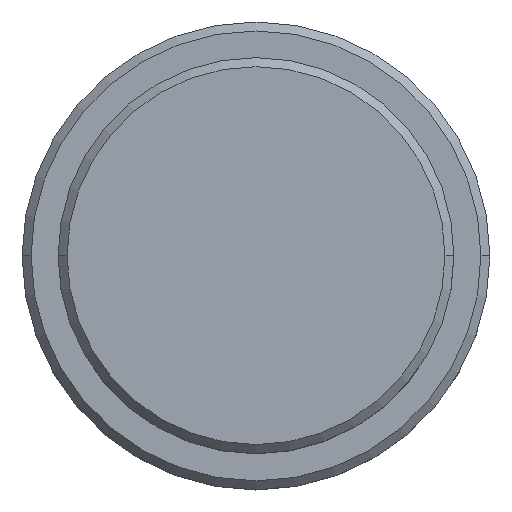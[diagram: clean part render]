
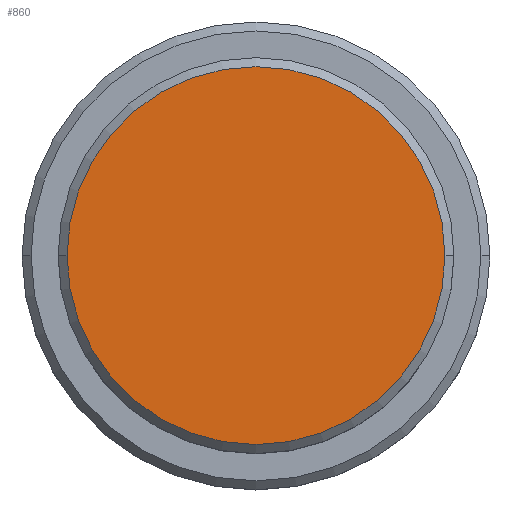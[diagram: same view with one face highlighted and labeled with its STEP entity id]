
A CAD part, top view. The second image highlights one B-rep face of the part: STEP entity #860.
In plain terms, the highlighted planar face has unit normal (0, 0, 1).
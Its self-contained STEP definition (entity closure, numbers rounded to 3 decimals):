
#22 = VERTEX_POINT ( 'NONE', #997 ) ;
#101 = EDGE_LOOP ( 'NONE', ( #1312, #845 ) ) ;
#155 = VERTEX_POINT ( 'NONE', #881 ) ;
#164 = DIRECTION ( 'NONE',  ( 1., 0., 0. ) ) ;
#178 = CARTESIAN_POINT ( 'NONE',  ( 0., 0., 0. ) ) ;
#211 = CIRCLE ( 'NONE', #1042, 10.5 ) ;
#294 = DIRECTION ( 'NONE',  ( 1., 0., 0. ) ) ;
#380 = DIRECTION ( 'NONE',  ( 0., 0., 1. ) ) ;
#498 = EDGE_CURVE ( 'NONE', #155, #22, #211, .T. ) ;
#516 = DIRECTION ( 'NONE',  ( 0., 0., 1. ) ) ;
#681 = AXIS2_PLACEMENT_3D ( 'NONE', #1167, #1263, #164 ) ;
#811 = EDGE_CURVE ( 'NONE', #22, #155, #1387, .T. ) ;
#845 = ORIENTED_EDGE ( 'NONE', *, *, #811, .T. ) ;
#860 = ADVANCED_FACE ( 'NONE', ( #1277 ), #1149, .T. ) ;
#881 = CARTESIAN_POINT ( 'NONE',  ( -10.5, 0., 0. ) ) ;
#937 = DIRECTION ( 'NONE',  ( 1., 0., 0. ) ) ;
#997 = CARTESIAN_POINT ( 'NONE',  ( 10.5, 0., 0. ) ) ;
#1042 = AXIS2_PLACEMENT_3D ( 'NONE', #1161, #380, #294 ) ;
#1044 = AXIS2_PLACEMENT_3D ( 'NONE', #178, #516, #937 ) ;
#1149 = PLANE ( 'NONE',  #1044 ) ;
#1161 = CARTESIAN_POINT ( 'NONE',  ( 0., 0., 0. ) ) ;
#1167 = CARTESIAN_POINT ( 'NONE',  ( 0., 0., 0. ) ) ;
#1263 = DIRECTION ( 'NONE',  ( 0., 0., 1. ) ) ;
#1277 = FACE_OUTER_BOUND ( 'NONE', #101, .T. ) ;
#1312 = ORIENTED_EDGE ( 'NONE', *, *, #498, .T. ) ;
#1387 = CIRCLE ( 'NONE', #681, 10.5 ) ;
